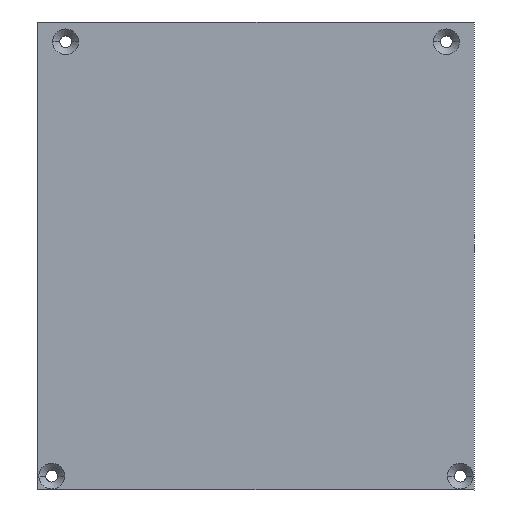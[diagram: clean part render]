
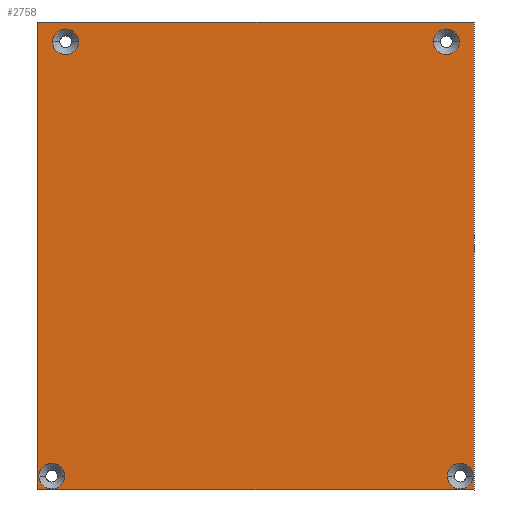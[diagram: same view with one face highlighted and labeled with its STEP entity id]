
A CAD part, top view. The second image highlights one B-rep face of the part: STEP entity #2758.
In plain terms, the highlighted planar face has unit normal (0, 0, 1).
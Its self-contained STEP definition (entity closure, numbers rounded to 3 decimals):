
#65 = DIRECTION ( 'NONE',  ( 0., 0., -1. ) ) ;
#164 = AXIS2_PLACEMENT_3D ( 'NONE', #1671, #681, #2659 ) ;
#177 = DIRECTION ( 'NONE',  ( 1., 0., 0. ) ) ;
#214 = LINE ( 'NONE', #463, #694 ) ;
#235 = CARTESIAN_POINT ( 'NONE',  ( 106.5, 3.5, 65. ) ) ;
#330 = VERTEX_POINT ( 'NONE', #2283 ) ;
#348 = ORIENTED_EDGE ( 'NONE', *, *, #1045, .T. ) ;
#378 = CIRCLE ( 'NONE', #1547, 3.25 ) ;
#386 = DIRECTION ( 'NONE',  ( 1., 0., 0. ) ) ;
#408 = FACE_BOUND ( 'NONE', #1873, .T. ) ;
#448 = ORIENTED_EDGE ( 'NONE', *, *, #889, .T. ) ;
#463 = CARTESIAN_POINT ( 'NONE',  ( 0., 120., 65. ) ) ;
#488 = CARTESIAN_POINT ( 'NONE',  ( 109.75, 3.5, 65. ) ) ;
#507 = VERTEX_POINT ( 'NONE', #2582 ) ;
#623 = VECTOR ( 'NONE', #2185, 1000. ) ;
#632 = VERTEX_POINT ( 'NONE', #2889 ) ;
#648 = CIRCLE ( 'NONE', #2485, 3.25 ) ;
#669 = CARTESIAN_POINT ( 'NONE',  ( 55., 118., 65. ) ) ;
#681 = DIRECTION ( 'NONE',  ( 0., 0., -1. ) ) ;
#694 = VECTOR ( 'NONE', #1544, 1000. ) ;
#785 = EDGE_CURVE ( 'NONE', #1717, #1642, #2180, .T. ) ;
#809 = ORIENTED_EDGE ( 'NONE', *, *, #2859, .T. ) ;
#817 = VERTEX_POINT ( 'NONE', #1165 ) ;
#855 = VECTOR ( 'NONE', #2952, 1000. ) ;
#881 = VERTEX_POINT ( 'NONE', #1950 ) ;
#889 = EDGE_CURVE ( 'NONE', #507, #881, #1377, .T. ) ;
#952 = DIRECTION ( 'NONE',  ( 0., 0., -1. ) ) ;
#973 = EDGE_CURVE ( 'NONE', #1642, #330, #214, .T. ) ;
#982 = CARTESIAN_POINT ( 'NONE',  ( 106.5, 3.5, 65. ) ) ;
#1045 = EDGE_CURVE ( 'NONE', #3205, #1783, #1485, .T. ) ;
#1132 = EDGE_CURVE ( 'NONE', #1466, #817, #1908, .T. ) ;
#1137 = CARTESIAN_POINT ( 'NONE',  ( 55., 120., 65. ) ) ;
#1152 = CARTESIAN_POINT ( 'NONE',  ( 7., 113., 65. ) ) ;
#1165 = CARTESIAN_POINT ( 'NONE',  ( 106.25, 113., 65. ) ) ;
#1204 = CARTESIAN_POINT ( 'NONE',  ( 0., 118., 65. ) ) ;
#1208 = ORIENTED_EDGE ( 'NONE', *, *, #1456, .T. ) ;
#1225 = EDGE_LOOP ( 'NONE', ( #1208, #2132 ) ) ;
#1277 = ORIENTED_EDGE ( 'NONE', *, *, #3145, .T. ) ;
#1278 = CIRCLE ( 'NONE', #1959, 3.25 ) ;
#1299 = EDGE_LOOP ( 'NONE', ( #448, #2928 ) ) ;
#1336 = EDGE_CURVE ( 'NONE', #2103, #1717, #2734, .T. ) ;
#1348 = ORIENTED_EDGE ( 'NONE', *, *, #1336, .T. ) ;
#1369 = LINE ( 'NONE', #2942, #623 ) ;
#1377 = CIRCLE ( 'NONE', #2366, 3.25 ) ;
#1438 = CIRCLE ( 'NONE', #1961, 3.25 ) ;
#1456 = EDGE_CURVE ( 'NONE', #817, #1466, #1438, .T. ) ;
#1466 = VERTEX_POINT ( 'NONE', #3137 ) ;
#1485 = CIRCLE ( 'NONE', #2477, 3.25 ) ;
#1492 = DIRECTION ( 'NONE',  ( 1., 0., 0. ) ) ;
#1502 = ORIENTED_EDGE ( 'NONE', *, *, #973, .T. ) ;
#1524 = CIRCLE ( 'NONE', #164, 3.25 ) ;
#1544 = DIRECTION ( 'NONE',  ( 0., -1., 0. ) ) ;
#1547 = AXIS2_PLACEMENT_3D ( 'NONE', #1152, #1923, #2123 ) ;
#1591 = CARTESIAN_POINT ( 'NONE',  ( 110., 0., 65. ) ) ;
#1634 = EDGE_CURVE ( 'NONE', #881, #507, #648, .T. ) ;
#1635 = FACE_BOUND ( 'NONE', #2067, .T. ) ;
#1642 = VERTEX_POINT ( 'NONE', #1204 ) ;
#1648 = FACE_OUTER_BOUND ( 'NONE', #2039, .T. ) ;
#1671 = CARTESIAN_POINT ( 'NONE',  ( 7., 113., 65. ) ) ;
#1678 = AXIS2_PLACEMENT_3D ( 'NONE', #1137, #3148, #1925 ) ;
#1717 = VERTEX_POINT ( 'NONE', #1747 ) ;
#1747 = CARTESIAN_POINT ( 'NONE',  ( 110., 118., 65. ) ) ;
#1783 = VERTEX_POINT ( 'NONE', #2076 ) ;
#1873 = EDGE_LOOP ( 'NONE', ( #3158, #809 ) ) ;
#1908 = CIRCLE ( 'NONE', #2745, 3.25 ) ;
#1923 = DIRECTION ( 'NONE',  ( 0., 0., -1. ) ) ;
#1925 = DIRECTION ( 'NONE',  ( 1., 0., 0. ) ) ;
#1950 = CARTESIAN_POINT ( 'NONE',  ( 0.25, 3.5, 65. ) ) ;
#1959 = AXIS2_PLACEMENT_3D ( 'NONE', #235, #2940, #2742 ) ;
#1961 = AXIS2_PLACEMENT_3D ( 'NONE', #2837, #65, #2127 ) ;
#1977 = CARTESIAN_POINT ( 'NONE',  ( 110., 120., 65. ) ) ;
#2039 = EDGE_LOOP ( 'NONE', ( #1348, #2875, #1502, #3258 ) ) ;
#2067 = EDGE_LOOP ( 'NONE', ( #348, #1277 ) ) ;
#2076 = CARTESIAN_POINT ( 'NONE',  ( 103.25, 3.5, 65. ) ) ;
#2083 = CARTESIAN_POINT ( 'NONE',  ( 103., 113., 65. ) ) ;
#2103 = VERTEX_POINT ( 'NONE', #1591 ) ;
#2104 = DIRECTION ( 'NONE',  ( 1., 0., 0. ) ) ;
#2123 = DIRECTION ( 'NONE',  ( 1., 0., 0. ) ) ;
#2127 = DIRECTION ( 'NONE',  ( 1., 0., 0. ) ) ;
#2132 = ORIENTED_EDGE ( 'NONE', *, *, #1132, .T. ) ;
#2142 = DIRECTION ( 'NONE',  ( 0., 0., -1. ) ) ;
#2180 = LINE ( 'NONE', #669, #855 ) ;
#2185 = DIRECTION ( 'NONE',  ( 1., 0., 0. ) ) ;
#2256 = DIRECTION ( 'NONE',  ( 0., 1., 0. ) ) ;
#2283 = CARTESIAN_POINT ( 'NONE',  ( 0., 0., 65. ) ) ;
#2366 = AXIS2_PLACEMENT_3D ( 'NONE', #2642, #952, #386 ) ;
#2380 = FACE_BOUND ( 'NONE', #1225, .T. ) ;
#2477 = AXIS2_PLACEMENT_3D ( 'NONE', #982, #2506, #1492 ) ;
#2485 = AXIS2_PLACEMENT_3D ( 'NONE', #3151, #2142, #177 ) ;
#2506 = DIRECTION ( 'NONE',  ( 0., 0., -1. ) ) ;
#2544 = VECTOR ( 'NONE', #2256, 1000. ) ;
#2582 = CARTESIAN_POINT ( 'NONE',  ( 6.75, 3.5, 65. ) ) ;
#2642 = CARTESIAN_POINT ( 'NONE',  ( 3.5, 3.5, 65. ) ) ;
#2659 = DIRECTION ( 'NONE',  ( 1., 0., 0. ) ) ;
#2667 = FACE_BOUND ( 'NONE', #1299, .T. ) ;
#2681 = EDGE_CURVE ( 'NONE', #330, #2103, #1369, .T. ) ;
#2734 = LINE ( 'NONE', #1977, #2544 ) ;
#2742 = DIRECTION ( 'NONE',  ( 1., 0., 0. ) ) ;
#2745 = AXIS2_PLACEMENT_3D ( 'NONE', #2083, #3088, #2104 ) ;
#2758 = ADVANCED_FACE ( 'NONE', ( #2667, #1635, #408, #2380, #1648 ), #2894, .T. ) ;
#2837 = CARTESIAN_POINT ( 'NONE',  ( 103., 113., 65. ) ) ;
#2859 = EDGE_CURVE ( 'NONE', #3026, #632, #1524, .T. ) ;
#2875 = ORIENTED_EDGE ( 'NONE', *, *, #785, .T. ) ;
#2889 = CARTESIAN_POINT ( 'NONE',  ( 10.25, 113., 65. ) ) ;
#2894 = PLANE ( 'NONE',  #1678 ) ;
#2928 = ORIENTED_EDGE ( 'NONE', *, *, #1634, .T. ) ;
#2940 = DIRECTION ( 'NONE',  ( 0., 0., -1. ) ) ;
#2942 = CARTESIAN_POINT ( 'NONE',  ( 55., 0., 65. ) ) ;
#2952 = DIRECTION ( 'NONE',  ( -1., 0., 0. ) ) ;
#3026 = VERTEX_POINT ( 'NONE', #3045 ) ;
#3045 = CARTESIAN_POINT ( 'NONE',  ( 3.75, 113., 65. ) ) ;
#3088 = DIRECTION ( 'NONE',  ( 0., 0., -1. ) ) ;
#3105 = EDGE_CURVE ( 'NONE', #632, #3026, #378, .T. ) ;
#3137 = CARTESIAN_POINT ( 'NONE',  ( 99.75, 113., 65. ) ) ;
#3145 = EDGE_CURVE ( 'NONE', #1783, #3205, #1278, .T. ) ;
#3148 = DIRECTION ( 'NONE',  ( 0., 0., 1. ) ) ;
#3151 = CARTESIAN_POINT ( 'NONE',  ( 3.5, 3.5, 65. ) ) ;
#3158 = ORIENTED_EDGE ( 'NONE', *, *, #3105, .T. ) ;
#3205 = VERTEX_POINT ( 'NONE', #488 ) ;
#3258 = ORIENTED_EDGE ( 'NONE', *, *, #2681, .T. ) ;
